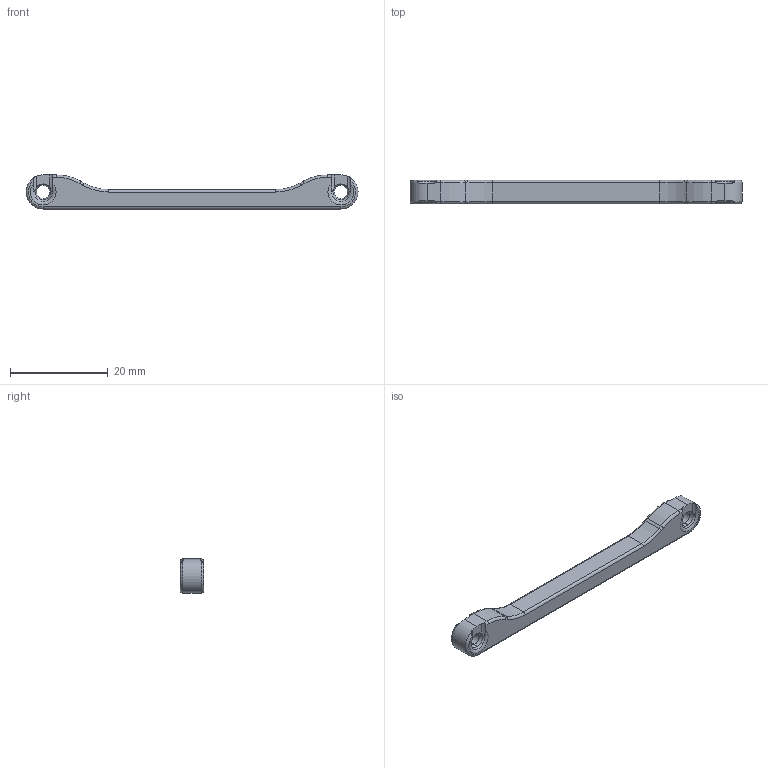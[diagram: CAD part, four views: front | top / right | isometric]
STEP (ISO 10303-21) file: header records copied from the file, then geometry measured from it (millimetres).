
FILE_DESCRIPTION( ('This file contains a STEP AP42 implementation' ,'as created by ZW3D STEP Interface translator.' ,'') ,'2;1' );
FILE_NAME( '蟀裝.stp' ,'241226.23 612', (''), ('ZWCAD Software Co.'), 'Version 1.0', 'ZW3D to STEP translator', '' );
FILE_SCHEMA(('AUTOMOTIVE_DESIGN { 1 0 10303 214 1 1 1 1 }'));
Length unit declared in the file: millimetre
Products named in the file (1): 0
Bounding box: 68 x 4.8 x 7 mm (x, y, z)
Volume: 1484.8 mm3; surface area: 1334.3 mm2
Topology: 1 solids, 1 shells, 74 faces, 192 edges, 116 vertices
Faces by surface type: cylinder 30, torus 24, plane 12, cone 8
Entity records: 2602 total; most frequent: CARTESIAN_POINT 675, DIRECTION 410, ORIENTED_EDGE 384, EDGE_CURVE 192, AXIS2_PLACEMENT_3D 171, VERTEX_POINT 116, CIRCLE 96, EDGE_LOOP 74
